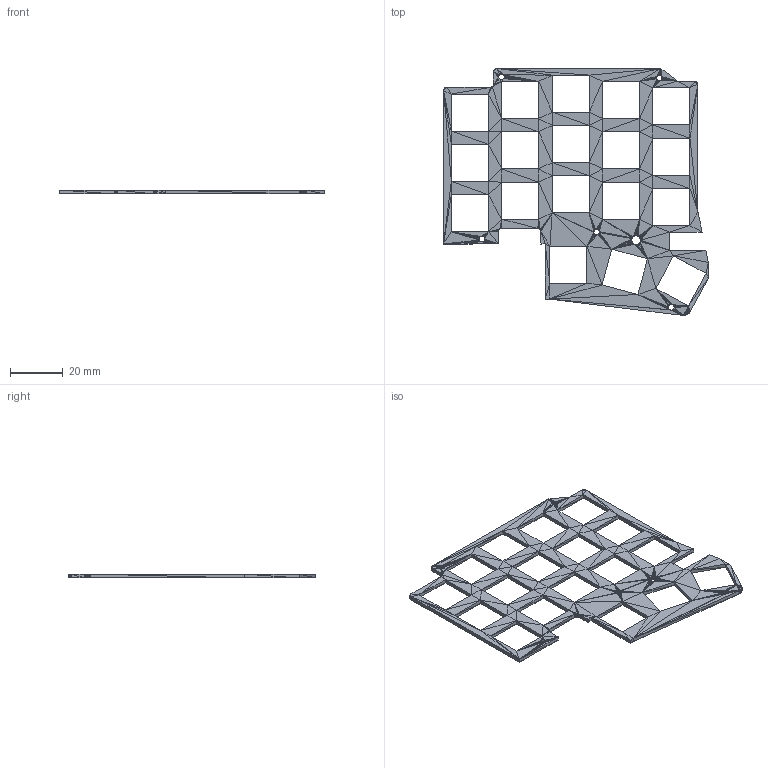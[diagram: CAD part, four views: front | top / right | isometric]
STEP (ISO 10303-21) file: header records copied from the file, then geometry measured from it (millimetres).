
FILE_DESCRIPTION(('FreeCAD Model'),'2;1');
FILE_NAME('Open CASCADE Shape Model','2023-12-24T11:15:54',('Author'),( ''),'Open CASCADE STEP processor 7.6','FreeCAD','Unknown');
FILE_SCHEMA(('AUTOMOTIVE_DESIGN { 1 0 10303 214 1 1 1 1 }'));
Length unit declared in the file: millimetre
Products named in the file (1): Switch_Plate001 (Solid)
Bounding box: 100.09 x 93.4 x 1.5 mm (x, y, z)
Volume: 5868.4 mm3; surface area: 10005.3 mm2
Topology: 1 solids, 1 shells, 1588 faces, 2382 edges, 748 vertices
Faces by surface type: plane 1588
Entity records: 30904 total; most frequent: DIRECTION 5560, ORIENTED_EDGE 4764, CARTESIAN_POINT 4719, EDGE_CURVE 2382, LINE 2382, VECTOR 2382, AXIS2_PLACEMENT_3D 1589, ADVANCED_FACE 1588
